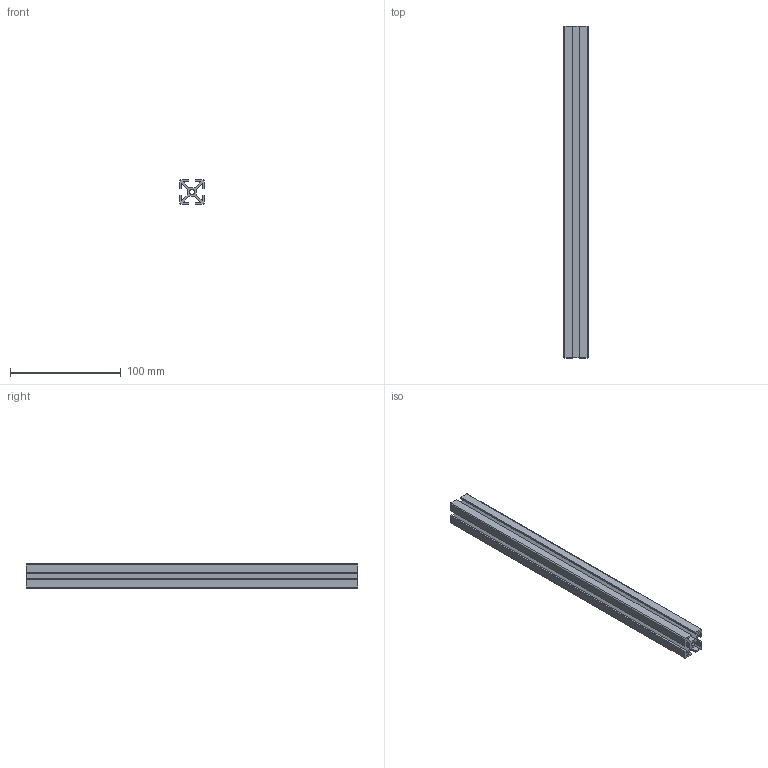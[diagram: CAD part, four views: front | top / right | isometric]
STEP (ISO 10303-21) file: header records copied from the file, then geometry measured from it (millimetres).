
FILE_DESCRIPTION((''),'2;1');
FILE_NAME('OBMP-FWM-1680','2023-10-12T10:44:42',('ccha425'),('Department of Mechanical Engineering, The University of Auckland'),'CREO PARAMETRIC BY PTC INC, 2017260','CREO PARAMETRIC BY PTC INC, 2017260','');
FILE_SCHEMA(('CONFIG_CONTROL_DESIGN'));
Length unit declared in the file: millimetre
Products named in the file (1): OBMP-FWM-1680
Bounding box: 22 x 300 x 22 mm (x, y, z)
Volume: 64074.9 mm3; surface area: 63782.1 mm2
Topology: 1 solids, 1 shells, 44 faces, 126 edges, 84 vertices
Faces by surface type: plane 38, cylinder 6
Entity records: 1464 total; most frequent: CARTESIAN_POINT 254, ORIENTED_EDGE 252, DIRECTION 226, EDGE_CURVE 126, VECTOR 114, LINE 114, VERTEX_POINT 84, AXIS2_PLACEMENT_3D 56
